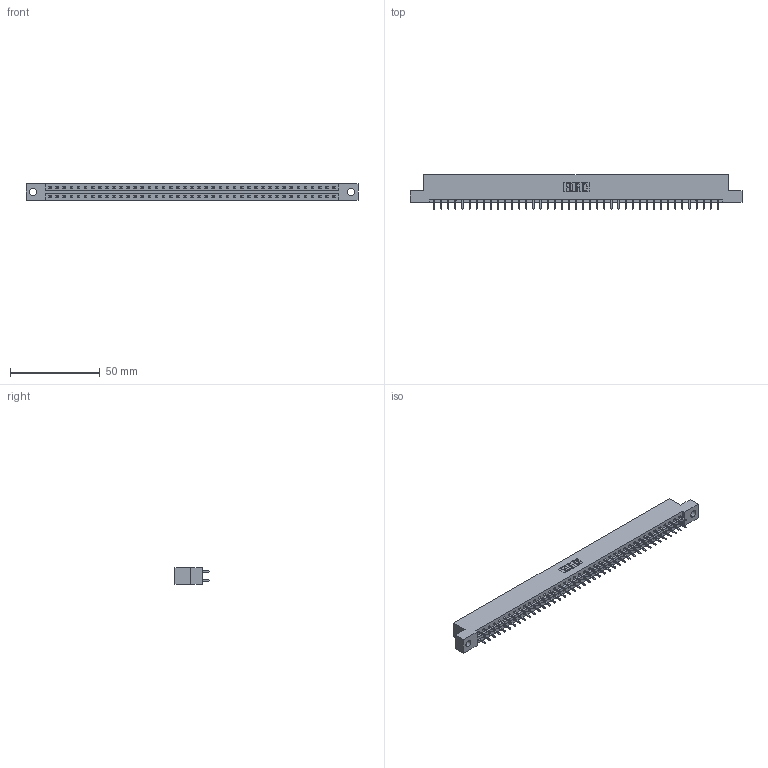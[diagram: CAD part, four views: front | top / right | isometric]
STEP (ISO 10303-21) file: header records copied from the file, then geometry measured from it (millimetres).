
FILE_DESCRIPTION (( 'STEP AP203' ), '1' );
FILE_NAME ('337-082-521-204.STEP', '2018-08-12T19:39:40', ( '' ), ( '' ), 'SwSTEP 2.0', 'SolidWorks 2016', '' );
FILE_SCHEMA (( 'CONFIG_CONTROL_DESIGN' ));
Length unit declared in the file: inch
Products named in the file (3): 337 Part_Flush Mounting Lugs - 0.156 Dia-TH; 345-292-001_345-293-121; 337-082-521-204
Assembly tree (83 placements, depth 2):
  337-082-521-204
    337 Part_Flush Mounting Lugs - 0.156 Dia-TH
    345-292-001_345-293-121  x82
Bounding box: 185.47 x 19.06 x 9.4 mm (x, y, z)
Volume: 19411.8 mm3; surface area: 21489.6 mm2
Topology: 83 solids, 83 shells, 4542 faces, 13513 edges, 8898 vertices
Faces by surface type: plane 3186, cylinder 1356
Entity records: 31939 total; most frequent: CARTESIAN_POINT 5382, ORIENTED_EDGE 5318, DIRECTION 4579, EDGE_CURVE 2659, LINE 2531, VECTOR 2531, VERTEX_POINT 1770, AXIS2_PLACEMENT_3D 1024
